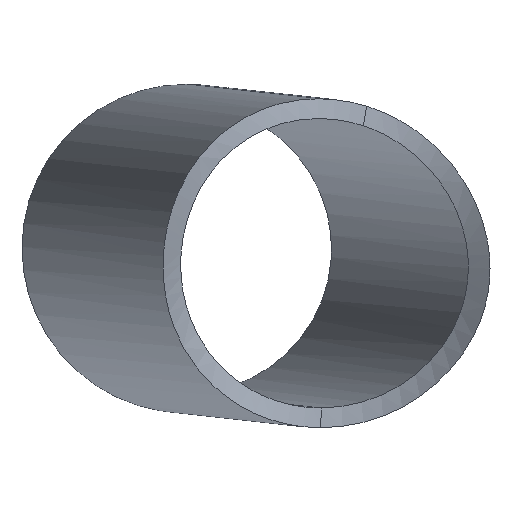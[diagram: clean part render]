
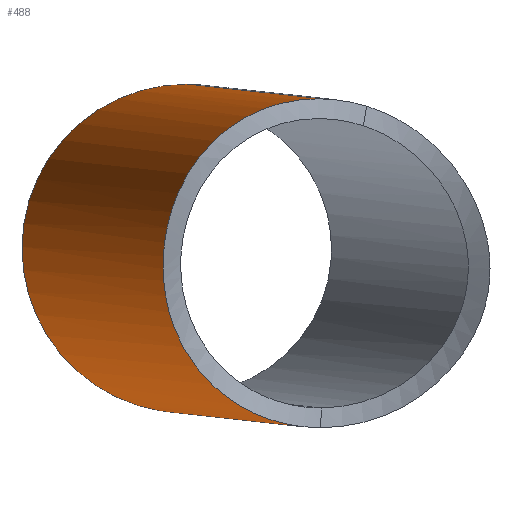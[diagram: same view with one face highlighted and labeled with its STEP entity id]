
A CAD part, left-side view. The second image highlights one B-rep face of the part: STEP entity #488.
In plain terms, the highlighted cylindrical face has radius 12.5 mm (diameter 25 mm), a partial arc.
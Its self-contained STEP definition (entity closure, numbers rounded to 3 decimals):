
#82=CARTESIAN_POINT('Vertex',(-492.931,244.977,156.497)) ;
#84=CARTESIAN_POINT('Vertex',(-492.391,245.023,181.503)) ;
#88=CARTESIAN_POINT('Control Point',(-492.391,245.023,181.503)) ;
#89=CARTESIAN_POINT('Control Point',(-492.408,246.181,181.504)) ;
#90=CARTESIAN_POINT('Control Point',(-492.429,247.339,181.371)) ;
#91=CARTESIAN_POINT('Control Point',(-492.452,248.477,181.104)) ;
#92=CARTESIAN_POINT('Control Point',(-492.503,250.667,180.314)) ;
#93=CARTESIAN_POINT('Control Point',(-492.561,252.619,179.044)) ;
#94=CARTESIAN_POINT('Control Point',(-492.591,253.516,178.3)) ;
#95=CARTESIAN_POINT('Control Point',(-492.652,255.121,176.618)) ;
#96=CARTESIAN_POINT('Control Point',(-492.713,256.298,174.613)) ;
#97=CARTESIAN_POINT('Control Point',(-492.744,256.767,173.548)) ;
#98=CARTESIAN_POINT('Control Point',(-492.802,257.45,171.327)) ;
#99=CARTESIAN_POINT('Control Point',(-492.855,257.608,169.009)) ;
#100=CARTESIAN_POINT('Control Point',(-492.879,257.552,167.845)) ;
#101=CARTESIAN_POINT('Control Point',(-492.923,257.171,165.549)) ;
#102=CARTESIAN_POINT('Control Point',(-492.956,256.277,163.4)) ;
#103=CARTESIAN_POINT('Control Point',(-492.969,255.707,162.381)) ;
#104=CARTESIAN_POINT('Control Point',(-492.989,254.34,160.491)) ;
#105=CARTESIAN_POINT('Control Point',(-492.995,252.578,158.961)) ;
#106=CARTESIAN_POINT('Control Point',(-492.994,251.612,158.301)) ;
#107=CARTESIAN_POINT('Control Point',(-492.987,249.754,157.326)) ;
#108=CARTESIAN_POINT('Control Point',(-492.968,247.741,156.754)) ;
#109=CARTESIAN_POINT('Control Point',(-492.958,246.827,156.583)) ;
#110=CARTESIAN_POINT('Control Point',(-492.946,245.902,156.498)) ;
#111=CARTESIAN_POINT('Control Point',(-492.931,244.977,156.497)) ;
#340=CARTESIAN_POINT('Line Origine',(155287.46,13283.005,1588.718)) ;
#344=CARTESIAN_POINT('Vertex',(-614.809,234.777,155.376)) ;
#347=CARTESIAN_POINT('Line Origine',(155287.232,13282.986,1613.717)) ;
#351=CARTESIAN_POINT('Vertex',(-492.775,244.99,181.499)) ;
#354=CARTESIAN_POINT('Line Origine',(155287.232,13282.986,1613.717)) ;
#358=CARTESIAN_POINT('Vertex',(-612.21,234.994,180.401)) ;
#420=CARTESIAN_POINT('Axis2P3D Location',(155355.218,13288.676,1601.841)) ;
#426=CARTESIAN_POINT('Control Point',(-614.809,234.777,155.376)) ;
#427=CARTESIAN_POINT('Control Point',(-614.809,234.793,155.376)) ;
#428=CARTESIAN_POINT('Control Point',(-614.809,234.81,155.377)) ;
#429=CARTESIAN_POINT('Control Point',(-614.809,234.827,155.377)) ;
#430=CARTESIAN_POINT('Vertex',(-614.809,234.827,155.377)) ;
#434=CARTESIAN_POINT('Control Point',(-612.21,234.994,180.401)) ;
#435=CARTESIAN_POINT('Control Point',(-612.414,235.799,180.4)) ;
#436=CARTESIAN_POINT('Control Point',(-612.678,236.593,180.331)) ;
#437=CARTESIAN_POINT('Control Point',(-612.997,237.366,180.196)) ;
#438=CARTESIAN_POINT('Control Point',(-614.002,239.417,179.659)) ;
#439=CARTESIAN_POINT('Control Point',(-615.275,241.203,178.712)) ;
#440=CARTESIAN_POINT('Control Point',(-616.146,242.215,177.975)) ;
#441=CARTESIAN_POINT('Control Point',(-617.625,243.694,176.573)) ;
#442=CARTESIAN_POINT('Control Point',(-619.027,244.864,174.852)) ;
#443=CARTESIAN_POINT('Control Point',(-619.554,245.278,174.123)) ;
#444=CARTESIAN_POINT('Control Point',(-620.105,245.7,173.212)) ;
#445=CARTESIAN_POINT('Control Point',(-620.535,246.045,172.22)) ;
#446=CARTESIAN_POINT('Control Point',(-620.59,246.089,172.088)) ;
#447=CARTESIAN_POINT('Control Point',(-620.713,246.19,171.772)) ;
#448=CARTESIAN_POINT('Control Point',(-620.827,246.289,171.429)) ;
#449=CARTESIAN_POINT('Control Point',(-620.889,246.343,171.225)) ;
#450=CARTESIAN_POINT('Control Point',(-621.063,246.505,170.57)) ;
#451=CARTESIAN_POINT('Control Point',(-621.173,246.637,169.855)) ;
#452=CARTESIAN_POINT('Control Point',(-621.208,246.706,169.357)) ;
#453=CARTESIAN_POINT('Control Point',(-621.201,246.771,168.647)) ;
#454=CARTESIAN_POINT('Control Point',(-621.132,246.793,167.973)) ;
#455=CARTESIAN_POINT('Control Point',(-621.105,246.796,167.77)) ;
#456=CARTESIAN_POINT('Control Point',(-621.067,246.795,167.523)) ;
#457=CARTESIAN_POINT('Control Point',(-621.024,246.789,167.283)) ;
#458=CARTESIAN_POINT('Control Point',(-621.015,246.787,167.234)) ;
#459=CARTESIAN_POINT('Control Point',(-620.996,246.784,167.139)) ;
#460=CARTESIAN_POINT('Control Point',(-620.977,246.78,167.043)) ;
#461=CARTESIAN_POINT('Control Point',(-620.967,246.777,166.998)) ;
#462=CARTESIAN_POINT('Control Point',(-620.937,246.77,166.856)) ;
#463=CARTESIAN_POINT('Control Point',(-620.905,246.761,166.715)) ;
#464=CARTESIAN_POINT('Control Point',(-620.882,246.754,166.621)) ;
#465=CARTESIAN_POINT('Control Point',(-620.714,246.698,165.947)) ;
#466=CARTESIAN_POINT('Control Point',(-620.502,246.602,165.289)) ;
#467=CARTESIAN_POINT('Control Point',(-620.295,246.49,164.737)) ;
#468=CARTESIAN_POINT('Control Point',(-619.783,246.171,163.508)) ;
#469=CARTESIAN_POINT('Control Point',(-619.209,245.714,162.36)) ;
#470=CARTESIAN_POINT('Control Point',(-618.876,245.414,161.739)) ;
#471=CARTESIAN_POINT('Control Point',(-618.154,244.681,160.459)) ;
#472=CARTESIAN_POINT('Control Point',(-617.449,243.763,159.313)) ;
#473=CARTESIAN_POINT('Control Point',(-617.084,243.22,158.739)) ;
#474=CARTESIAN_POINT('Control Point',(-616.091,241.506,157.215)) ;
#475=CARTESIAN_POINT('Control Point',(-615.329,239.417,156.12)) ;
#476=CARTESIAN_POINT('Control Point',(-614.976,237.916,155.624)) ;
#477=CARTESIAN_POINT('Control Point',(-614.808,236.361,155.384)) ;
#478=CARTESIAN_POINT('Control Point',(-614.809,234.827,155.377)) ;
#341=DIRECTION('Vector Direction',(-0.996,-0.083,-0.009)) ;
#348=DIRECTION('Vector Direction',(-0.996,-0.083,-0.009)) ;
#355=DIRECTION('Vector Direction',(-0.996,-0.083,-0.009)) ;
#421=DIRECTION('Axis2P3D Direction',(-0.996,-0.083,-0.009)) ;
#422=DIRECTION('Axis2P3D XDirection',(-0.009,-0.001,1.)) ;
#423=AXIS2_PLACEMENT_3D('Cylinder Axis2P3D',#420,#421,#422) ;
#481=ORIENTED_EDGE('',*,*,#360,.F.) ;
#482=ORIENTED_EDGE('',*,*,#353,.T.) ;
#483=ORIENTED_EDGE('',*,*,#112,.T.) ;
#484=ORIENTED_EDGE('',*,*,#346,.T.) ;
#485=ORIENTED_EDGE('',*,*,#432,.T.) ;
#486=ORIENTED_EDGE('',*,*,#479,.F.) ;
#342=VECTOR('Line Direction',#341,1.) ;
#349=VECTOR('Line Direction',#348,1.) ;
#356=VECTOR('Line Direction',#355,1.) ;
#488=ADVANCED_FACE('Corps principal',(#487),#424,.T.) ;
#87=B_SPLINE_CURVE_WITH_KNOTS('',5,(#88,#89,#90,#91,#92,#93,#94,#95,#96,#97,#98,#99,#100,#101,#102,#103,#104,#105,#106,#107,#108,#109,#110,#111),.UNSPECIFIED.,.F.,.U.,(6,3,3,3,3,3,3,6),(0.,8.19,16.362,24.523,32.689,40.874,49.075,55.613),.UNSPECIFIED.) ;
#425=B_SPLINE_CURVE_WITH_KNOTS('',3,(#426,#427,#428,#429),.UNSPECIFIED.,.F.,.U.,(4,4),(0.,0.075),.UNSPECIFIED.) ;
#433=B_SPLINE_CURVE_WITH_KNOTS('',5,(#434,#435,#436,#437,#438,#439,#440,#441,#442,#443,#444,#445,#446,#447,#448,#449,#450,#451,#452,#453,#454,#455,#456,#457,#458,#459,#460,#461,#462,#463,#464,#465,#466,#467,#468,#469,#470,#471,#472,#473,#474,#475,#476,#477,#478),.UNSPECIFIED.,.F.,.U.,(6,3,3,3,3,3,3,3,3,3,3,3,3,3,6),(0.,6.037,16.706,23.653,24.715,26.111,29.035,30.33,30.656,30.984,31.636,35.697,40.95,47.013,58.477),.UNSPECIFIED.) ;
#424=CYLINDRICAL_SURFACE('generated cylinder',#423,12.5) ;
#112=EDGE_CURVE('',#85,#83,#87,.T.) ;
#346=EDGE_CURVE('',#83,#345,#343,.T.) ;
#353=EDGE_CURVE('',#352,#85,#350,.F.) ;
#360=EDGE_CURVE('',#352,#359,#357,.T.) ;
#432=EDGE_CURVE('',#345,#431,#425,.T.) ;
#479=EDGE_CURVE('',#359,#431,#433,.T.) ;
#480=EDGE_LOOP('',(#481,#482,#483,#484,#485,#486)) ;
#487=FACE_OUTER_BOUND('',#480,.T.) ;
#343=LINE('Line',#340,#342) ;
#350=LINE('Line',#347,#349) ;
#357=LINE('Line',#354,#356) ;
#83=VERTEX_POINT('',#82) ;
#85=VERTEX_POINT('',#84) ;
#345=VERTEX_POINT('',#344) ;
#352=VERTEX_POINT('',#351) ;
#359=VERTEX_POINT('',#358) ;
#431=VERTEX_POINT('',#430) ;
